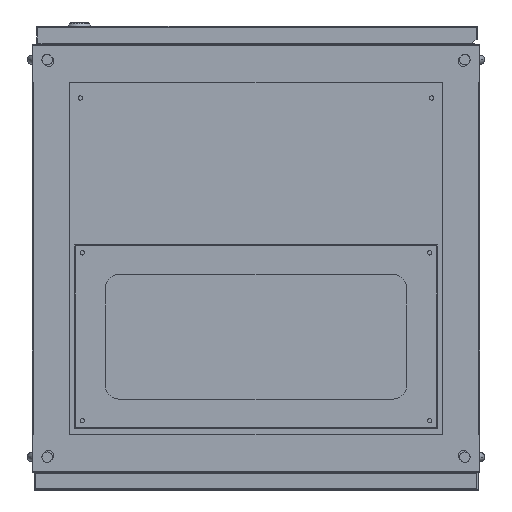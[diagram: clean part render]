
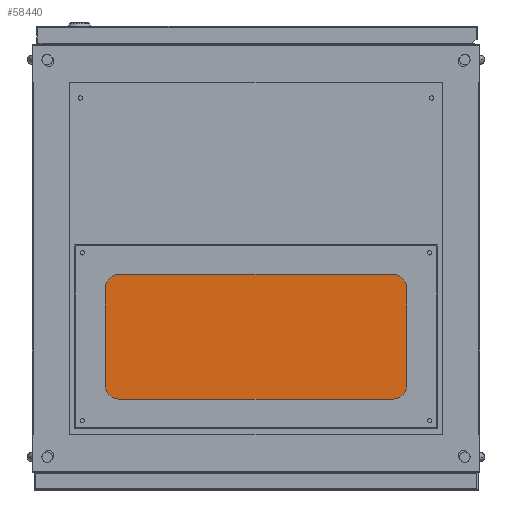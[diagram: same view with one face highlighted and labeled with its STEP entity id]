
A CAD part, front view. The second image highlights one B-rep face of the part: STEP entity #58440.
In plain terms, the highlighted planar face has unit normal (0, -1, 0).
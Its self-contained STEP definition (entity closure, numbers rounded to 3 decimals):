
#683 = EDGE_CURVE ( 'NONE', #37204, #1614, #26524, .T. ) ;
#1614 = VERTEX_POINT ( 'NONE', #1866 ) ;
#1866 = CARTESIAN_POINT ( 'NONE',  ( 242.5, 9., 17. ) ) ;
#1965 = ORIENTED_EDGE ( 'NONE', *, *, #45327, .T. ) ;
#3594 = LINE ( 'NONE', #54824, #74161 ) ;
#3870 = DIRECTION ( 'NONE',  ( 1., 0., 0. ) ) ;
#4518 = CARTESIAN_POINT ( 'NONE',  ( -242.5, 9., 17. ) ) ;
#4581 = CIRCLE ( 'NONE', #38295, 3. ) ;
#5450 = CARTESIAN_POINT ( 'NONE',  ( 242.5, 9., -227. ) ) ;
#5545 = DIRECTION ( 'NONE',  ( 0., 0., 1. ) ) ;
#5663 = CIRCLE ( 'NONE', #75184, 3. ) ;
#5750 = EDGE_LOOP ( 'NONE', ( #87180, #90822 ) ) ;
#5983 = EDGE_CURVE ( 'NONE', #15066, #14571, #5663, .T. ) ;
#6437 = ORIENTED_EDGE ( 'NONE', *, *, #74730, .T. ) ;
#6716 = DIRECTION ( 'NONE',  ( 0., 0., 1. ) ) ;
#8163 = CARTESIAN_POINT ( 'NONE',  ( -233., 9., -214.5 ) ) ;
#8864 = CARTESIAN_POINT ( 'NONE',  ( -233., 9., -217.5 ) ) ;
#9552 = EDGE_CURVE ( 'NONE', #48303, #37152, #29403, .T. ) ;
#9821 = DIRECTION ( 'NONE',  ( 0., 1., 0. ) ) ;
#10602 = CARTESIAN_POINT ( 'NONE',  ( 0., 9., 0. ) ) ;
#11032 = ORIENTED_EDGE ( 'NONE', *, *, #9552, .F. ) ;
#13409 = CIRCLE ( 'NONE', #28050, 3. ) ;
#14060 = ORIENTED_EDGE ( 'NONE', *, *, #62824, .T. ) ;
#14571 = VERTEX_POINT ( 'NONE', #67907 ) ;
#15066 = VERTEX_POINT ( 'NONE', #74939 ) ;
#15914 = DIRECTION ( 'NONE',  ( 0., 0., 1. ) ) ;
#16180 = DIRECTION ( 'NONE',  ( 0., 1., 0. ) ) ;
#17715 = DIRECTION ( 'NONE',  ( 0., 0., 1. ) ) ;
#18575 = FACE_BOUND ( 'NONE', #49202, .T. ) ;
#19859 = VERTEX_POINT ( 'NONE', #8163 ) ;
#21090 = EDGE_CURVE ( 'NONE', #31730, #19859, #45441, .T. ) ;
#22414 = EDGE_LOOP ( 'NONE', ( #34981, #64522 ) ) ;
#23000 = VERTEX_POINT ( 'NONE', #23525 ) ;
#23525 = CARTESIAN_POINT ( 'NONE',  ( 233., 9., -214.5 ) ) ;
#24673 = CARTESIAN_POINT ( 'NONE',  ( 233., 9., -220.5 ) ) ;
#26524 = LINE ( 'NONE', #81898, #28714 ) ;
#28050 = AXIS2_PLACEMENT_3D ( 'NONE', #77151, #34897, #84274 ) ;
#28234 = LINE ( 'NONE', #49762, #65700 ) ;
#28464 = EDGE_CURVE ( 'NONE', #44247, #75710, #34488, .T. ) ;
#28714 = VECTOR ( 'NONE', #3870, 1000. ) ;
#29403 = LINE ( 'NONE', #62850, #64688 ) ;
#29577 = EDGE_CURVE ( 'NONE', #14571, #15066, #33148, .T. ) ;
#30171 = CARTESIAN_POINT ( 'NONE',  ( 233., 9., 7.5 ) ) ;
#31730 = VERTEX_POINT ( 'NONE', #49526 ) ;
#31815 = AXIS2_PLACEMENT_3D ( 'NONE', #90025, #47800, #5545 ) ;
#32213 = AXIS2_PLACEMENT_3D ( 'NONE', #91179, #48940, #6716 ) ;
#32223 = EDGE_CURVE ( 'NONE', #37152, #37204, #28234, .T. ) ;
#33148 = CIRCLE ( 'NONE', #73843, 3. ) ;
#33318 = AXIS2_PLACEMENT_3D ( 'NONE', #10602, #59969, #17715 ) ;
#34216 = CARTESIAN_POINT ( 'NONE',  ( -233., 9., 10.5 ) ) ;
#34488 = CIRCLE ( 'NONE', #38361, 3. ) ;
#34897 = DIRECTION ( 'NONE',  ( 0., 1., 0. ) ) ;
#34981 = ORIENTED_EDGE ( 'NONE', *, *, #29577, .T. ) ;
#37152 = VERTEX_POINT ( 'NONE', #46152 ) ;
#37204 = VERTEX_POINT ( 'NONE', #4518 ) ;
#37281 = DIRECTION ( 'NONE',  ( 0., 0., 1. ) ) ;
#37676 = CIRCLE ( 'NONE', #32213, 3. ) ;
#38295 = AXIS2_PLACEMENT_3D ( 'NONE', #82955, #40702, #90022 ) ;
#38361 = AXIS2_PLACEMENT_3D ( 'NONE', #58451, #16180, #65537 ) ;
#39585 = FACE_OUTER_BOUND ( 'NONE', #61902, .T. ) ;
#40702 = DIRECTION ( 'NONE',  ( 0., 1., 0. ) ) ;
#42520 = ORIENTED_EDGE ( 'NONE', *, *, #67251, .F. ) ;
#44247 = VERTEX_POINT ( 'NONE', #90857 ) ;
#44586 = ORIENTED_EDGE ( 'NONE', *, *, #683, .F. ) ;
#45327 = EDGE_CURVE ( 'NONE', #90109, #23000, #58214, .T. ) ;
#45441 = CIRCLE ( 'NONE', #86335, 3. ) ;
#45794 = PLANE ( 'NONE',  #33318 ) ;
#46152 = CARTESIAN_POINT ( 'NONE',  ( -242.5, 9., -227. ) ) ;
#46563 = ORIENTED_EDGE ( 'NONE', *, *, #32223, .F. ) ;
#47800 = DIRECTION ( 'NONE',  ( 0., 1., 0. ) ) ;
#48153 = ORIENTED_EDGE ( 'NONE', *, *, #21090, .T. ) ;
#48303 = VERTEX_POINT ( 'NONE', #5450 ) ;
#48940 = DIRECTION ( 'NONE',  ( 0., 1., 0. ) ) ;
#48969 = DIRECTION ( 'NONE',  ( -1., 0., 0. ) ) ;
#49202 = EDGE_LOOP ( 'NONE', ( #48153, #6437 ) ) ;
#49526 = CARTESIAN_POINT ( 'NONE',  ( -233., 9., -220.5 ) ) ;
#49762 = CARTESIAN_POINT ( 'NONE',  ( -242.5, 9., -227. ) ) ;
#51326 = EDGE_CURVE ( 'NONE', #75710, #44247, #37676, .T. ) ;
#52022 = CARTESIAN_POINT ( 'NONE',  ( 233., 9., 7.5 ) ) ;
#54824 = CARTESIAN_POINT ( 'NONE',  ( 242.5, 9., -227. ) ) ;
#56117 = FACE_BOUND ( 'NONE', #71076, .T. ) ;
#58165 = DIRECTION ( 'NONE',  ( 0., 1., 0. ) ) ;
#58214 = CIRCLE ( 'NONE', #31815, 3. ) ;
#58440 = ADVANCED_FACE ( 'NONE', ( #91441, #56117, #39585, #18575, #72584 ), #45794, .F. ) ;
#58451 = CARTESIAN_POINT ( 'NONE',  ( -233., 9., 7.5 ) ) ;
#59137 = DIRECTION ( 'NONE',  ( 0., 0., 1. ) ) ;
#59969 = DIRECTION ( 'NONE',  ( 0., 1., 0. ) ) ;
#61902 = EDGE_LOOP ( 'NONE', ( #46563, #11032, #42520, #44586 ) ) ;
#62824 = EDGE_CURVE ( 'NONE', #23000, #90109, #13409, .T. ) ;
#62850 = CARTESIAN_POINT ( 'NONE',  ( -242.5, 9., -227. ) ) ;
#63645 = DIRECTION ( 'NONE',  ( 0., 0., 1. ) ) ;
#64522 = ORIENTED_EDGE ( 'NONE', *, *, #5983, .T. ) ;
#64688 = VECTOR ( 'NONE', #48969, 1000. ) ;
#65537 = DIRECTION ( 'NONE',  ( 0., 0., 1. ) ) ;
#65700 = VECTOR ( 'NONE', #63645, 1000. ) ;
#67251 = EDGE_CURVE ( 'NONE', #1614, #48303, #3594, .T. ) ;
#67907 = CARTESIAN_POINT ( 'NONE',  ( 233., 9., 4.5 ) ) ;
#68974 = DIRECTION ( 'NONE',  ( 0., 0., -1. ) ) ;
#71076 = EDGE_LOOP ( 'NONE', ( #1965, #14060 ) ) ;
#72584 = FACE_BOUND ( 'NONE', #22414, .T. ) ;
#73843 = AXIS2_PLACEMENT_3D ( 'NONE', #30171, #79505, #37281 ) ;
#74161 = VECTOR ( 'NONE', #68974, 1000. ) ;
#74730 = EDGE_CURVE ( 'NONE', #19859, #31730, #4581, .T. ) ;
#74939 = CARTESIAN_POINT ( 'NONE',  ( 233., 9., 10.5 ) ) ;
#75184 = AXIS2_PLACEMENT_3D ( 'NONE', #52022, #9821, #59137 ) ;
#75710 = VERTEX_POINT ( 'NONE', #34216 ) ;
#77151 = CARTESIAN_POINT ( 'NONE',  ( 233., 9., -217.5 ) ) ;
#79505 = DIRECTION ( 'NONE',  ( 0., 1., 0. ) ) ;
#81898 = CARTESIAN_POINT ( 'NONE',  ( -242.5, 9., 17. ) ) ;
#82955 = CARTESIAN_POINT ( 'NONE',  ( -233., 9., -217.5 ) ) ;
#84274 = DIRECTION ( 'NONE',  ( 0., 0., 1. ) ) ;
#86335 = AXIS2_PLACEMENT_3D ( 'NONE', #8864, #58165, #15914 ) ;
#87180 = ORIENTED_EDGE ( 'NONE', *, *, #28464, .T. ) ;
#90022 = DIRECTION ( 'NONE',  ( 0., 0., 1. ) ) ;
#90025 = CARTESIAN_POINT ( 'NONE',  ( 233., 9., -217.5 ) ) ;
#90109 = VERTEX_POINT ( 'NONE', #24673 ) ;
#90822 = ORIENTED_EDGE ( 'NONE', *, *, #51326, .T. ) ;
#90857 = CARTESIAN_POINT ( 'NONE',  ( -233., 9., 4.5 ) ) ;
#91179 = CARTESIAN_POINT ( 'NONE',  ( -233., 9., 7.5 ) ) ;
#91441 = FACE_BOUND ( 'NONE', #5750, .T. ) ;
